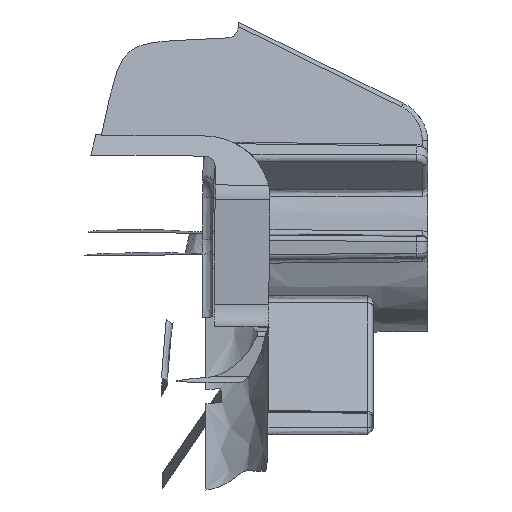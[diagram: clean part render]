
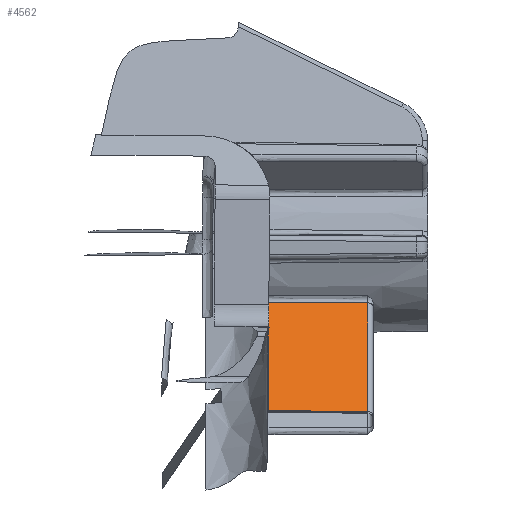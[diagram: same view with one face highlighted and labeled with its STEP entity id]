
A CAD part, left-side view. The second image highlights one B-rep face of the part: STEP entity #4562.
In plain terms, the highlighted planar face has unit normal (-0.722, -0.009, 0.692).
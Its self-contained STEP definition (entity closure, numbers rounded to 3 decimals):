
#4562 = ADVANCED_FACE('',(#4563),#4578,.F.);
#4563 = FACE_BOUND('',#4564,.T.);
#4564 = EDGE_LOOP('',(#4565,#4590,#4606,#4624));
#4565 = ORIENTED_EDGE('',*,*,#4566,.T.);
#4566 = EDGE_CURVE('',#4567,#4569,#4571,.T.);
#4567 = VERTEX_POINT('',#4568);
#4568 = CARTESIAN_POINT('',(1809.706,-766.741,
    1511.507));
#4569 = VERTEX_POINT('',#4570);
#4570 = CARTESIAN_POINT('',(1809.712,-771.298,
    1511.455));
#4571 = SURFACE_CURVE('',#4572,(#4577),.PCURVE_S1.);
#4572 = B_SPLINE_CURVE_WITH_KNOTS('',3,(#4573,#4574,#4575,#4576),
  .UNSPECIFIED.,.F.,.F.,(4,4),(0.,1.),.PIECEWISE_BEZIER_KNOTS.);
#4573 = CARTESIAN_POINT('',(1809.706,-766.741,
    1511.507));
#4574 = CARTESIAN_POINT('',(1809.708,-768.26,
    1511.49));
#4575 = CARTESIAN_POINT('',(1809.71,-769.779,
    1511.473));
#4576 = CARTESIAN_POINT('',(1809.712,-771.298,
    1511.455));
#4577 = PCURVE('',#4578,#4583);
#4578 = PLANE('',#4579);
#4579 = AXIS2_PLACEMENT_3D('',#4580,#4581,#4582);
#4580 = CARTESIAN_POINT('',(1817.417,-774.046,
    1519.456));
#4581 = DIRECTION('',(0.722,0.009,-0.692)
  );
#4582 = DIRECTION('',(-0.006,1.,
    0.006));
#4583 = DEFINITIONAL_REPRESENTATION('',(#4584),#4589);
#4584 = B_SPLINE_CURVE_WITH_KNOTS('',3,(#4585,#4586,#4587,#4588),
  .UNSPECIFIED.,.F.,.F.,(4,4),(0.,1.),.PIECEWISE_BEZIER_KNOTS.);
#4585 = CARTESIAN_POINT('',(7.306,-11.075));
#4586 = CARTESIAN_POINT('',(5.786,-11.086));
#4587 = CARTESIAN_POINT('',(4.267,-11.097));
#4588 = CARTESIAN_POINT('',(2.748,-11.108));
#4589 = ( GEOMETRIC_REPRESENTATION_CONTEXT(2) 
PARAMETRIC_REPRESENTATION_CONTEXT() REPRESENTATION_CONTEXT('2D SPACE',''
  ) );
#4590 = ORIENTED_EDGE('',*,*,#4591,.T.);
#4591 = EDGE_CURVE('',#4569,#4592,#4594,.T.);
#4592 = VERTEX_POINT('',#4593);
#4593 = CARTESIAN_POINT('',(1814.49,-771.298,
    1516.439));
#4594 = SURFACE_CURVE('',#4595,(#4599),.PCURVE_S1.);
#4595 = LINE('',#4596,#4597);
#4596 = CARTESIAN_POINT('',(1817.4,-771.298,
    1519.473));
#4597 = VECTOR('',#4598,1.);
#4598 = DIRECTION('',(0.692,0.,0.722));
#4599 = PCURVE('',#4578,#4600);
#4600 = DEFINITIONAL_REPRESENTATION('',(#4601),#4605);
#4601 = LINE('',#4602,#4603);
#4602 = CARTESIAN_POINT('',(2.748,0.));
#4603 = VECTOR('',#4604,1.);
#4604 = DIRECTION('',(0.,1.));
#4605 = ( GEOMETRIC_REPRESENTATION_CONTEXT(2) 
PARAMETRIC_REPRESENTATION_CONTEXT() REPRESENTATION_CONTEXT('2D SPACE',''
  ) );
#4606 = ORIENTED_EDGE('',*,*,#4607,.T.);
#4607 = EDGE_CURVE('',#4592,#4608,#4610,.T.);
#4608 = VERTEX_POINT('',#4609);
#4609 = CARTESIAN_POINT('',(1814.439,-766.741,
    1516.442));
#4610 = SURFACE_CURVE('',#4611,(#4616),.PCURVE_S1.);
#4611 = B_SPLINE_CURVE_WITH_KNOTS('',3,(#4612,#4613,#4614,#4615),
  .UNSPECIFIED.,.F.,.F.,(4,4),(0.,1.),.PIECEWISE_BEZIER_KNOTS.);
#4612 = CARTESIAN_POINT('',(1814.49,-771.298,
    1516.439));
#4613 = CARTESIAN_POINT('',(1814.473,-769.779,
    1516.44));
#4614 = CARTESIAN_POINT('',(1814.456,-768.26,
    1516.441));
#4615 = CARTESIAN_POINT('',(1814.439,-766.741,
    1516.442));
#4616 = PCURVE('',#4578,#4617);
#4617 = DEFINITIONAL_REPRESENTATION('',(#4618),#4623);
#4618 = B_SPLINE_CURVE_WITH_KNOTS('',3,(#4619,#4620,#4621,#4622),
  .UNSPECIFIED.,.F.,.F.,(4,4),(0.,1.),.PIECEWISE_BEZIER_KNOTS.);
#4619 = CARTESIAN_POINT('',(2.748,-4.203));
#4620 = CARTESIAN_POINT('',(4.267,-4.214));
#4621 = CARTESIAN_POINT('',(5.786,-4.225));
#4622 = CARTESIAN_POINT('',(7.305,-4.236));
#4623 = ( GEOMETRIC_REPRESENTATION_CONTEXT(2) 
PARAMETRIC_REPRESENTATION_CONTEXT() REPRESENTATION_CONTEXT('2D SPACE',''
  ) );
#4624 = ORIENTED_EDGE('',*,*,#4625,.F.);
#4625 = EDGE_CURVE('',#4567,#4608,#4626,.T.);
#4626 = SURFACE_CURVE('',#4627,(#4638),.PCURVE_S1.);
#4627 = B_SPLINE_CURVE_WITH_KNOTS('',3,(#4628,#4629,#4630,#4631,#4632,
    #4633,#4634,#4635,#4636,#4637),.UNSPECIFIED.,.F.,.F.,(4,3,3,4),(0.,
    0.036,0.931,1.),.UNSPECIFIED.);
#4628 = CARTESIAN_POINT('',(1809.706,-766.741,
    1511.507));
#4629 = CARTESIAN_POINT('',(1809.763,-766.741,
    1511.566));
#4630 = CARTESIAN_POINT('',(1809.82,-766.741,
    1511.626));
#4631 = CARTESIAN_POINT('',(1809.877,-766.741,
    1511.685));
#4632 = CARTESIAN_POINT('',(1811.289,-766.741,
    1513.158));
#4633 = CARTESIAN_POINT('',(1812.701,-766.741,
    1514.63));
#4634 = CARTESIAN_POINT('',(1814.113,-766.741,
    1516.103));
#4635 = CARTESIAN_POINT('',(1814.222,-766.741,
    1516.216));
#4636 = CARTESIAN_POINT('',(1814.33,-766.741,
    1516.329));
#4637 = CARTESIAN_POINT('',(1814.439,-766.741,
    1516.442));
#4638 = PCURVE('',#4578,#4639);
#4639 = DEFINITIONAL_REPRESENTATION('',(#4640),#4651);
#4640 = B_SPLINE_CURVE_WITH_KNOTS('',3,(#4641,#4642,#4643,#4644,#4645,
    #4646,#4647,#4648,#4649,#4650),.UNSPECIFIED.,.F.,.F.,(4,3,3,4),(0.,
    0.036,0.931,1.),.UNSPECIFIED.);
#4641 = CARTESIAN_POINT('',(7.306,-11.075));
#4642 = CARTESIAN_POINT('',(7.306,-10.992));
#4643 = CARTESIAN_POINT('',(7.306,-10.91));
#4644 = CARTESIAN_POINT('',(7.306,-10.828));
#4645 = CARTESIAN_POINT('',(7.305,-8.787));
#4646 = CARTESIAN_POINT('',(7.305,-6.747));
#4647 = CARTESIAN_POINT('',(7.305,-4.707));
#4648 = CARTESIAN_POINT('',(7.305,-4.55));
#4649 = CARTESIAN_POINT('',(7.305,-4.393));
#4650 = CARTESIAN_POINT('',(7.305,-4.236));
#4651 = ( GEOMETRIC_REPRESENTATION_CONTEXT(2) 
PARAMETRIC_REPRESENTATION_CONTEXT() REPRESENTATION_CONTEXT('2D SPACE',''
  ) );
